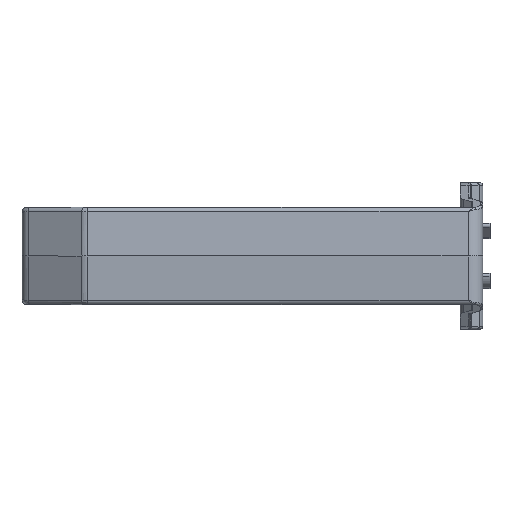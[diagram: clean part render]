
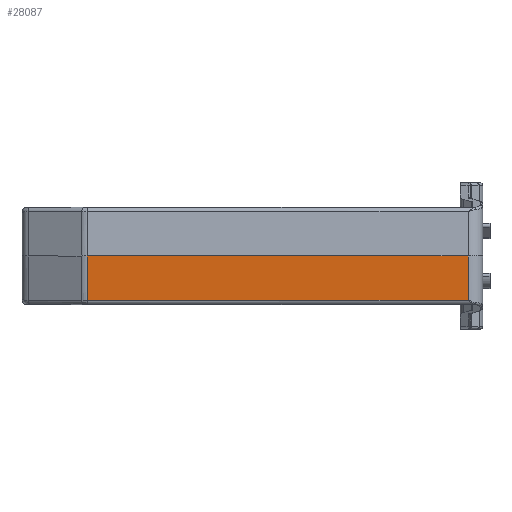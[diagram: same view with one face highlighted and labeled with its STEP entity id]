
A CAD part, left-side view. The second image highlights one B-rep face of the part: STEP entity #28087.
In plain terms, the highlighted planar face has unit normal (-0.999, 0, -0.052).
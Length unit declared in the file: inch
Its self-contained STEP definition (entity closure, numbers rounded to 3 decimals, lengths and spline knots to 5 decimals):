
#146 = DIRECTION ( 'NONE',  ( -0.999, 0., -0.052 ) ) ;
#314 = PLANE ( 'NONE',  #17393 ) ;
#1781 = LINE ( 'NONE', #27865, #28796 ) ;
#1938 = CARTESIAN_POINT ( 'NONE',  ( -1.83465, 3.19414, 0. ) ) ;
#3984 = ORIENTED_EDGE ( 'NONE', *, *, #15722, .T. ) ;
#4090 = CARTESIAN_POINT ( 'NONE',  ( -1.81597, 3.18913, -0.35639 ) ) ;
#4488 = LINE ( 'NONE', #1938, #5957 ) ;
#5007 = EDGE_CURVE ( 'NONE', #22296, #16858, #10872, .T. ) ;
#5090 = DIRECTION ( 'NONE',  ( 0., 1., 0. ) ) ;
#5957 = VECTOR ( 'NONE', #12318, 39.37008 ) ;
#7359 = LINE ( 'NONE', #17742, #10758 ) ;
#8144 = ORIENTED_EDGE ( 'NONE', *, *, #16137, .F. ) ;
#9898 = CARTESIAN_POINT ( 'NONE',  ( -1.81597, 0.11811, -0.35639 ) ) ;
#10758 = VECTOR ( 'NONE', #30202, 39.37008 ) ;
#10872 = LINE ( 'NONE', #21279, #11924 ) ;
#11383 = VERTEX_POINT ( 'NONE', #4090 ) ;
#11924 = VECTOR ( 'NONE', #5090, 39.37008 ) ;
#12318 = DIRECTION ( 'NONE',  ( 0.052, -0.014, -0.999 ) ) ;
#12946 = ORIENTED_EDGE ( 'NONE', *, *, #27443, .T. ) ;
#15554 = CARTESIAN_POINT ( 'NONE',  ( -1.83465, 3.19414, 0. ) ) ;
#15722 = EDGE_CURVE ( 'NONE', #25447, #22296, #1781, .T. ) ;
#16137 = EDGE_CURVE ( 'NONE', #25447, #11383, #7359, .T. ) ;
#16858 = VERTEX_POINT ( 'NONE', #15554 ) ;
#17393 = AXIS2_PLACEMENT_3D ( 'NONE', #25900, #146, #31349 ) ;
#17742 = CARTESIAN_POINT ( 'NONE',  ( -1.81597, -4.86346, -0.35639 ) ) ;
#18390 = FACE_OUTER_BOUND ( 'NONE', #20215, .T. ) ;
#20215 = EDGE_LOOP ( 'NONE', ( #8144, #3984, #26341, #12946 ) ) ;
#21279 = CARTESIAN_POINT ( 'NONE',  ( -1.83465, 3.22047, 0. ) ) ;
#22296 = VERTEX_POINT ( 'NONE', #25509 ) ;
#25447 = VERTEX_POINT ( 'NONE', #9898 ) ;
#25509 = CARTESIAN_POINT ( 'NONE',  ( -1.83465, 0.11811, 0. ) ) ;
#25814 = DIRECTION ( 'NONE',  ( -0.052, 0., 0.999 ) ) ;
#25900 = CARTESIAN_POINT ( 'NONE',  ( -1.83465, 3.22047, 0. ) ) ;
#26341 = ORIENTED_EDGE ( 'NONE', *, *, #5007, .T. ) ;
#27443 = EDGE_CURVE ( 'NONE', #16858, #11383, #4488, .T. ) ;
#27865 = CARTESIAN_POINT ( 'NONE',  ( -1.83465, 0.11811, 0. ) ) ;
#28087 = ADVANCED_FACE ( 'NONE', ( #18390 ), #314, .T. ) ;
#28796 = VECTOR ( 'NONE', #25814, 39.37008 ) ;
#30202 = DIRECTION ( 'NONE',  ( 0., 1., 0. ) ) ;
#31349 = DIRECTION ( 'NONE',  ( -0.052, 0., 0.999 ) ) ;
